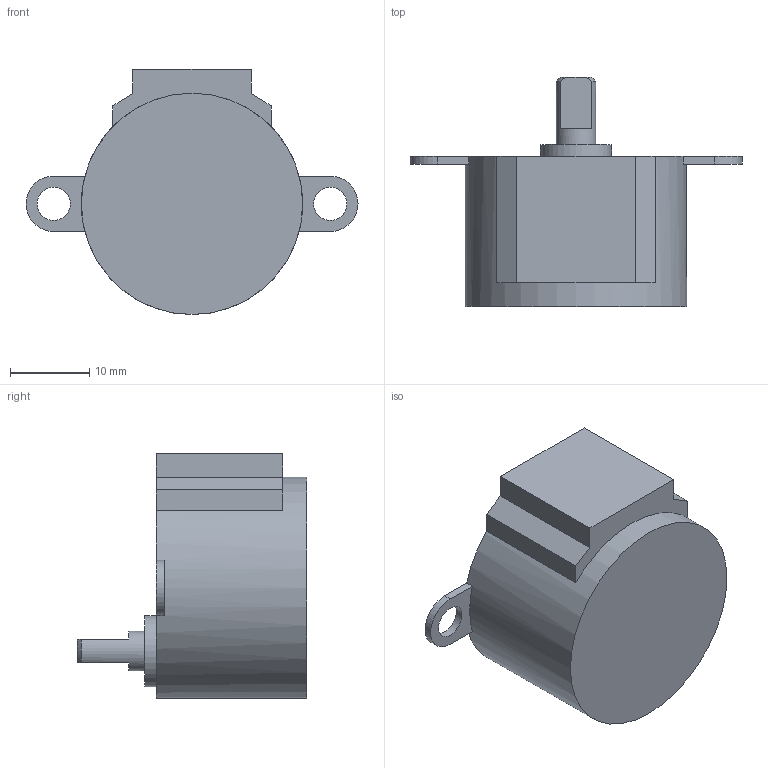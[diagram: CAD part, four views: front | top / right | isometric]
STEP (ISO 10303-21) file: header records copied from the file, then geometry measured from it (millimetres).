
FILE_DESCRIPTION(/* description */ (''),/* implementation_level */ '2;1');
FILE_NAME(/* name */ 'stepper motor v2.step',/* time_stamp */ '2020-06-20T01:16:37+02:00',/* author */ (''),/* organization */ (''),/* preprocessor_version */ 'ST-DEVELOPER v18.1',/* originating_system */ 'Autodesk Translation Framework v9.3.0.1241',/* authorisation */ '');
FILE_SCHEMA (('AUTOMOTIVE_DESIGN { 1 0 10303 214 3 1 1 }'));
Length unit declared in the file: millimetre
Products named in the file (2): silnik krokowy; Component1
Assembly tree (1 placements, depth 2):
  silnik krokowy
    Component1
Bounding box: 42 x 29 x 31 mm (x, y, z)
Volume: 13059.4 mm3; surface area: 4248 mm2
Topology: 2 solids, 2 shells, 33 faces, 81 edges, 54 vertices
Faces by surface type: plane 23, cylinder 8, cone 2
Full cylindrical faces by diameter (mm): 4.2 x2, 5 x1, 9 x1, 28 x1
Entity records: 1046 total; most frequent: CARTESIAN_POINT 179, DIRECTION 175, ORIENTED_EDGE 162, EDGE_CURVE 81, AXIS2_PLACEMENT_3D 62, VERTEX_POINT 54, LINE 51, VECTOR 51
